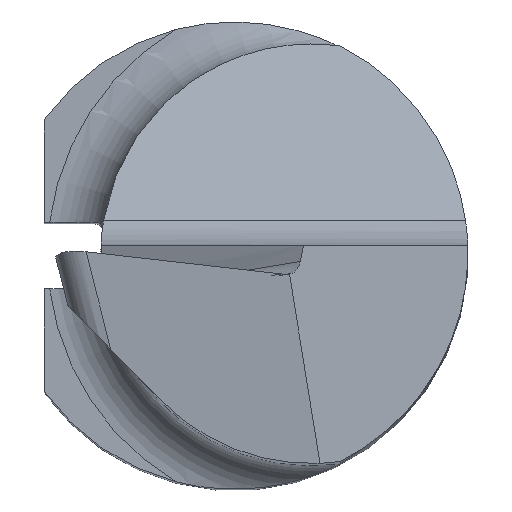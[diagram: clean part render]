
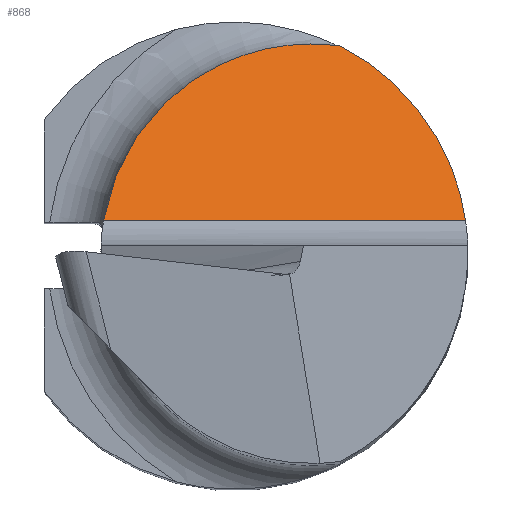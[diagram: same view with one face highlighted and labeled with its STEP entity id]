
A CAD part, top view. The second image highlights one B-rep face of the part: STEP entity #868.
In plain terms, the highlighted planar face has unit normal (0, 0.766, 0.643).
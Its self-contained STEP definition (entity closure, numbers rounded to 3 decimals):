
#76 =( BOUNDED_CURVE ( )  B_SPLINE_CURVE ( 3, ( #798, #714, #336, #153 ),
 .UNSPECIFIED., .F., .T. ) 
 B_SPLINE_CURVE_WITH_KNOTS ( ( 4, 4 ),
 ( 4.87, 6.422 ),
 .UNSPECIFIED. ) 
 CURVE ( )  GEOMETRIC_REPRESENTATION_ITEM ( )  RATIONAL_B_SPLINE_CURVE ( ( 1., 0.809, 0.809, 1. ) ) 
 REPRESENTATION_ITEM ( '' )  );
#86 = EDGE_CURVE ( 'NONE', #658, #307, #627, .T. ) ;
#147 = CARTESIAN_POINT ( 'NONE',  ( -3.5, 0.494, 29.629 ) ) ;
#153 = CARTESIAN_POINT ( 'NONE',  ( 1.587, 3.12, 26.5 ) ) ;
#175 = DIRECTION ( 'NONE',  ( 1., 0., 0. ) ) ;
#197 = EDGE_CURVE ( 'NONE', #985, #307, #400, .T. ) ;
#235 = ORIENTED_EDGE ( 'NONE', *, *, #86, .T. ) ;
#299 = CARTESIAN_POINT ( 'NONE',  ( 3.465, 0.494, 29.629 ) ) ;
#307 = VERTEX_POINT ( 'NONE', #601 ) ;
#336 = CARTESIAN_POINT ( 'NONE',  ( -0.214, 3.372, 26.199 ) ) ;
#372 = CARTESIAN_POINT ( 'NONE',  ( 2.624, 2.592, 27.129 ) ) ;
#400 =( BOUNDED_CURVE ( )  B_SPLINE_CURVE ( 3, ( #656, #372, #575, #299 ),
 .UNSPECIFIED., .F., .T. ) 
 B_SPLINE_CURVE_WITH_KNOTS ( ( 4, 4 ),
 ( 0.471, 1.429 ),
 .UNSPECIFIED. ) 
 CURVE ( )  GEOMETRIC_REPRESENTATION_ITEM ( )  RATIONAL_B_SPLINE_CURVE ( ( 1., 0.925, 0.925, 1. ) ) 
 REPRESENTATION_ITEM ( '' )  );
#429 = EDGE_LOOP ( 'NONE', ( #577, #894, #235 ) ) ;
#459 = CARTESIAN_POINT ( 'NONE',  ( -1.961, 0.494, 29.629 ) ) ;
#486 = PLANE ( 'NONE',  #1051 ) ;
#511 = DIRECTION ( 'NONE',  ( 0., -0.766, -0.643 ) ) ;
#575 = CARTESIAN_POINT ( 'NONE',  ( 3.301, 1.646, 28.256 ) ) ;
#577 = ORIENTED_EDGE ( 'NONE', *, *, #197, .F. ) ;
#601 = CARTESIAN_POINT ( 'NONE',  ( 3.465, 0.494, 29.629 ) ) ;
#627 = LINE ( 'NONE', #644, #739 ) ;
#644 = CARTESIAN_POINT ( 'NONE',  ( -3.5, 0.494, 29.629 ) ) ;
#656 = CARTESIAN_POINT ( 'NONE',  ( 1.587, 3.12, 26.5 ) ) ;
#658 = VERTEX_POINT ( 'NONE', #459 ) ;
#714 = CARTESIAN_POINT ( 'NONE',  ( -1.676, 2.29, 27.488 ) ) ;
#739 = VECTOR ( 'NONE', #175, 1000. ) ;
#798 = CARTESIAN_POINT ( 'NONE',  ( -1.961, 0.494, 29.629 ) ) ;
#868 = ADVANCED_FACE ( 'NONE', ( #1037 ), #486, .F. ) ;
#894 = ORIENTED_EDGE ( 'NONE', *, *, #922, .F. ) ;
#922 = EDGE_CURVE ( 'NONE', #658, #985, #76, .T. ) ;
#957 = DIRECTION ( 'NONE',  ( 0., 0.643, -0.766 ) ) ;
#982 = CARTESIAN_POINT ( 'NONE',  ( 1.587, 3.12, 26.5 ) ) ;
#985 = VERTEX_POINT ( 'NONE', #982 ) ;
#1037 = FACE_OUTER_BOUND ( 'NONE', #429, .T. ) ;
#1051 = AXIS2_PLACEMENT_3D ( 'NONE', #147, #511, #957 ) ;
